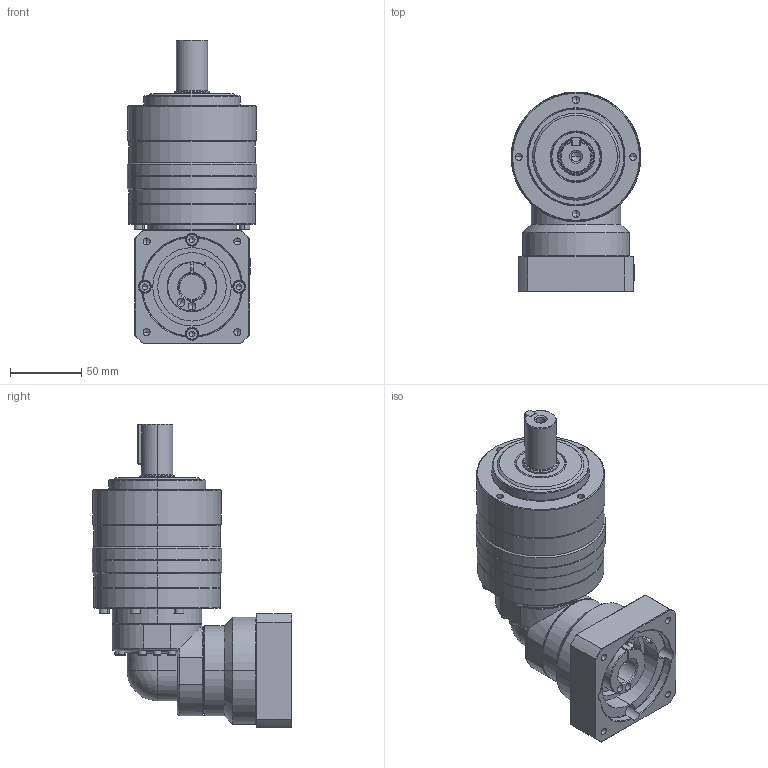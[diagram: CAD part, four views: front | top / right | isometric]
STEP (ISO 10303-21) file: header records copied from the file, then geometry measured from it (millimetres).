
FILE_DESCRIPTION (( 'STEP AP214' ), '1' );
FILE_NAME ('PGB090-15A3.STEP', '2015-05-04T18:16:56', ( '' ), ( '' ), 'SwSTEP 2.0', 'SolidWorks 2014', '' );
FILE_SCHEMA (( 'AUTOMOTIVE_DESIGN' ));
Length unit declared in the file: inch
Products named in the file (1): PGB090-15A3
Bounding box: 91 x 140 x 213 mm (x, y, z)
Volume: 977300.5 mm3; surface area: 92992 mm2
Topology: 1 solids, 7 shells, 642 faces, 1640 edges, 1006 vertices
Faces by surface type: plane 258, cylinder 167, cone 134, torus 81, sphere 2
Entity records: 23298 total; most frequent: CARTESIAN_POINT 4175, DIRECTION 3257, ORIENTED_EDGE 3146, EDGE_CURVE 1573, AXIS2_PLACEMENT_3D 1287, VERTEX_POINT 1004, EDGE_LOOP 719, VECTOR 683
